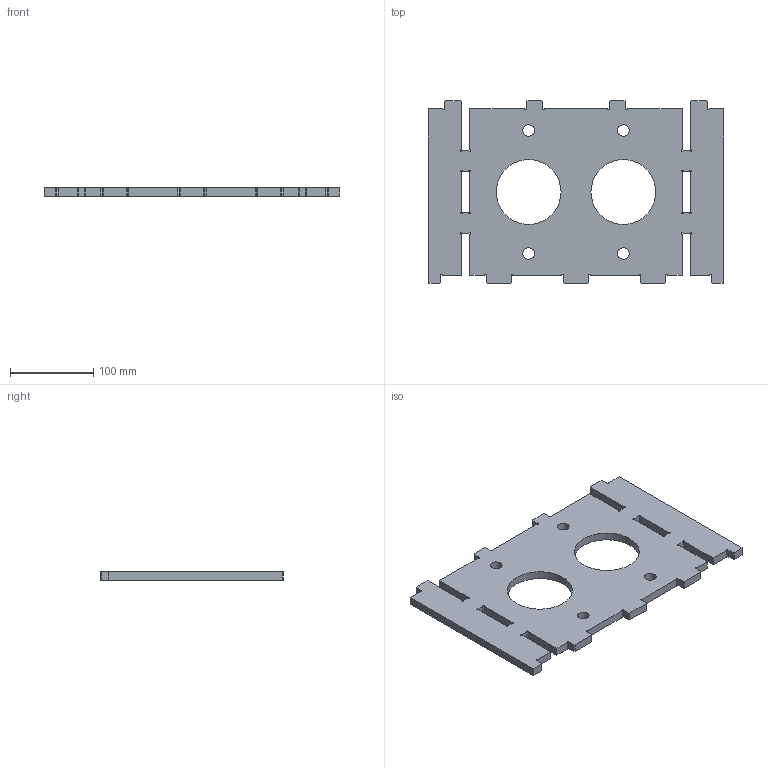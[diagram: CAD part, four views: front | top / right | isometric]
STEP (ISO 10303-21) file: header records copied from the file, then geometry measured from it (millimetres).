
FILE_DESCRIPTION (( 'STEP AP203' ), '1' );
FILE_NAME ('SHRPRO-V1 1110.06-A Bearing side plate 2.step', '2019-12-23T20:11:57', ( '' ), ( '' ), 'SwSTEP 2.0', 'SolidWorks 2018', '' );
FILE_SCHEMA (( 'CONFIG_CONTROL_DESIGN' ));
Length unit declared in the file: millimetre
Products named in the file (1): SHRPRO-V1 1110.06-A Bearing side plate 2
Bounding box: 356 x 220 x 10 mm (x, y, z)
Volume: 599247.9 mm3; surface area: 146330.1 mm2
Topology: 1 solids, 1 shells, 126 faces, 374 edges, 250 vertices
Faces by surface type: plane 76, cylinder 50
Entity records: 4309 total; most frequent: CARTESIAN_POINT 785, ORIENTED_EDGE 748, DIRECTION 694, EDGE_CURVE 374, VERTEX_POINT 250, VECTOR 240, LINE 240, AXIS2_PLACEMENT_3D 227
